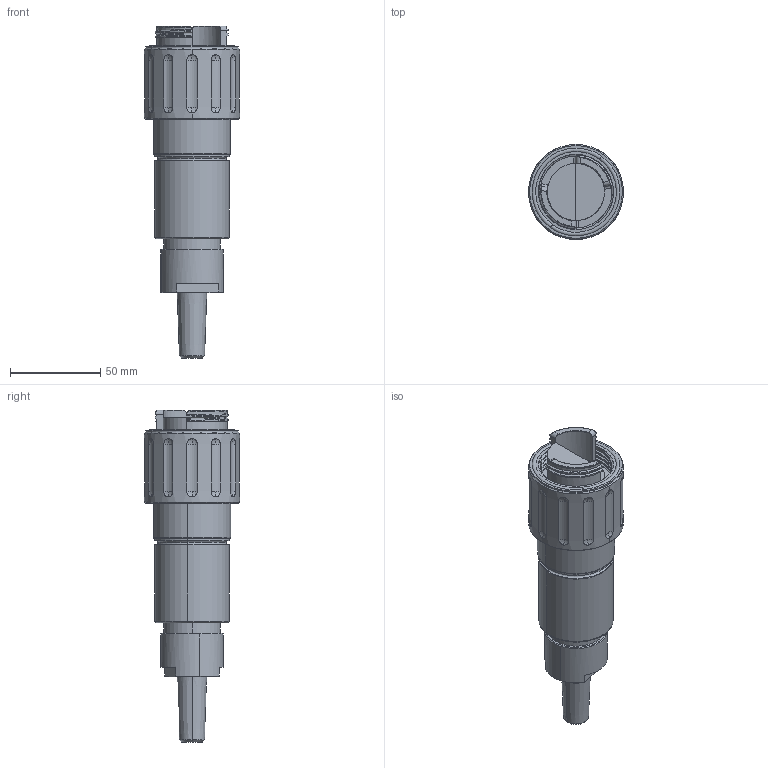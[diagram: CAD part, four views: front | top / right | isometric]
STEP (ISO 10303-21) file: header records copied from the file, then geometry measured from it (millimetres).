
FILE_DESCRIPTION (( 'STEP AP203' ), '1' );
FILE_NAME ('Size 25 Hermaphroditic Plug.STEP', '2019-03-29T17:44:43', ( '' ), ( '' ), 'SwSTEP 2.0', 'SolidWorks 2019', '' );
FILE_SCHEMA (( 'CONFIG_CONTROL_DESIGN' ));
Length unit declared in the file: inch
Products named in the file (1): Size 25 Hermaphroditic Plug
Bounding box: 52.7 x 52.7 x 184.17 mm (x, y, z)
Volume: 208538.5 mm3; surface area: 31711.4 mm2
Topology: 1 solids, 1 shells, 199 faces, 496 edges, 321 vertices
Faces by surface type: cylinder 74, sphere 48, plane 28, bspline 18, cone 17, torus 14
Entity records: 8959 total; most frequent: CARTESIAN_POINT 4464, ORIENTED_EDGE 992, DIRECTION 860, EDGE_CURVE 496, AXIS2_PLACEMENT_3D 364, VERTEX_POINT 321, EDGE_LOOP 221, FACE_OUTER_BOUND 199
